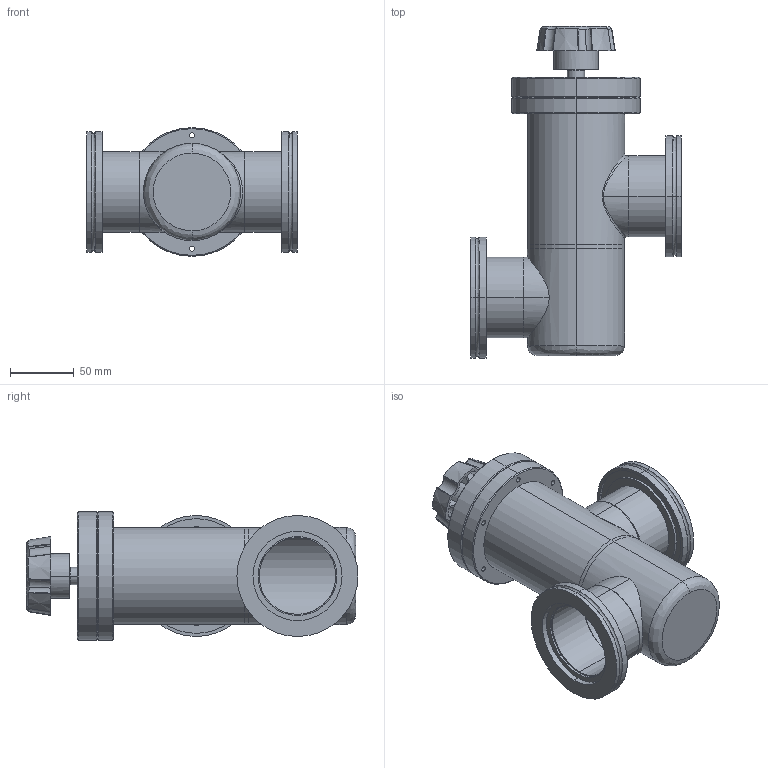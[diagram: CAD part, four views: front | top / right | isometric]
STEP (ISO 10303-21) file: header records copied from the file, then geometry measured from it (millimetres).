
FILE_DESCRIPTION (( 'STEP AP214' ), '1' );
FILE_NAME ('L-250-H-ISO-63_INLINE_VALVE_VITON_BONNET_MANUAL.STEP', '2020-04-01T07:45:24', ( 'admin' ), ( 'Microsoft' ), 'SwSTEP 2.0', 'SolidWorks 2016', '' );
FILE_SCHEMA (( 'AUTOMOTIVE_DESIGN' ));
Length unit declared in the file: inch
Products named in the file (1): L-250-H-ISO-63_INLINE_VALVE_VITON_BONNET_MANUAL
Bounding box: 165.1 x 260.63 x 100.97 mm (x, y, z)
Volume: 412852.8 mm3; surface area: 231656.9 mm2
Topology: 13 solids, 13 shells, 355 faces, 863 edges, 565 vertices
Faces by surface type: cylinder 162, plane 90, cone 79, bspline 24
Entity records: 14372 total; most frequent: CARTESIAN_POINT 5874, ORIENTED_EDGE 1726, DIRECTION 1724, EDGE_CURVE 863, AXIS2_PLACEMENT_3D 733, VERTEX_POINT 565, EDGE_LOOP 436, CIRCLE 401
